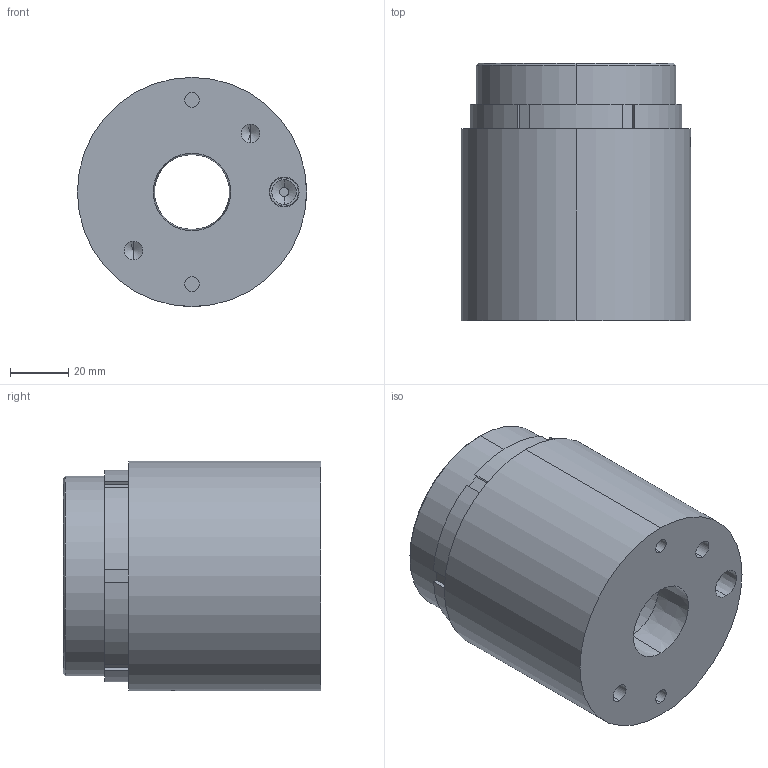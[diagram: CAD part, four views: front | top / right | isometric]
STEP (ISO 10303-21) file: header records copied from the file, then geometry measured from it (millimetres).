
FILE_DESCRIPTION (( 'STEP AP214' ), '1' );
FILE_NAME ('CTSC-002874.STEP', '2025-07-24T13:48:34', ( '' ), ( '' ), 'SwSTEP 2.0', 'SolidWorks 2023', '' );
FILE_SCHEMA (( 'AUTOMOTIVE_DESIGN' ));
Length unit declared in the file: inch
Products named in the file (1): CTSC-002874
Bounding box: 79.02 x 88.77 x 79.02 mm (x, y, z)
Volume: 298160.9 mm3; surface area: 44207.8 mm2
Topology: 1 solids, 2 shells, 122 faces, 305 edges, 192 vertices
Faces by surface type: cylinder 51, plane 45, cone 24, torus 2
Entity records: 5206 total; most frequent: CARTESIAN_POINT 804, DIRECTION 638, ORIENTED_EDGE 590, EDGE_CURVE 295, AXIS2_PLACEMENT_3D 235, VERTEX_POINT 192, VECTOR 168, LINE 168
